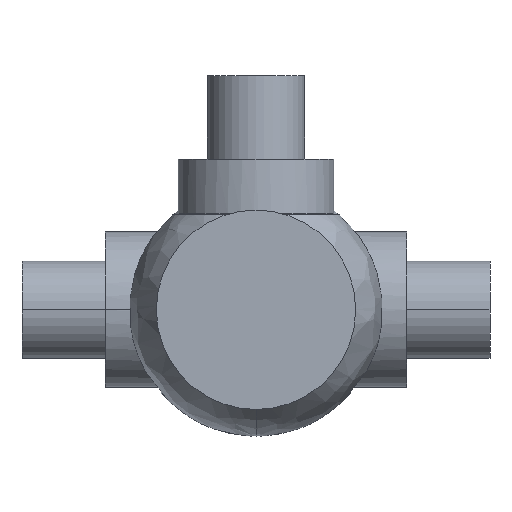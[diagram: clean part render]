
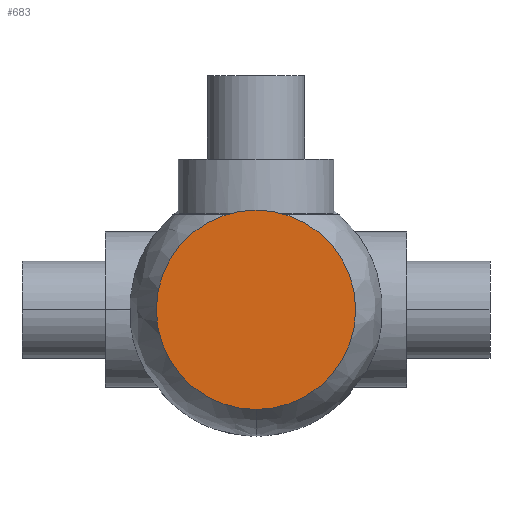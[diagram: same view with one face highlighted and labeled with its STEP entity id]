
A CAD part, front view. The second image highlights one B-rep face of the part: STEP entity #683.
In plain terms, the highlighted planar face has unit normal (0, -1, 0).
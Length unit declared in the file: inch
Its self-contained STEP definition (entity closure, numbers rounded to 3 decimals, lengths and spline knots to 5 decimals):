
#45 = CARTESIAN_POINT ( 'NONE',  ( 0., -10.257, 0. ) ) ;
#151 = FACE_OUTER_BOUND ( 'NONE', #636, .T. ) ;
#178 = DIRECTION ( 'NONE',  ( 0., 1., 0. ) ) ;
#335 = DIRECTION ( 'NONE',  ( 0., 0., 1. ) ) ;
#342 = AXIS2_PLACEMENT_3D ( 'NONE', #45, #1958, #335 ) ;
#562 = EDGE_CURVE ( 'NONE', #2749, #1892, #3464, .T. ) ;
#636 = EDGE_LOOP ( 'NONE', ( #1901, #1930 ) ) ;
#683 = ADVANCED_FACE ( 'NONE', ( #151 ), #1545, .F. ) ;
#833 = CARTESIAN_POINT ( 'NONE',  ( 0., -10.257, 2.5625 ) ) ;
#948 = DIRECTION ( 'NONE',  ( 0., 1., 0. ) ) ;
#1172 = CARTESIAN_POINT ( 'NONE',  ( 0., -10.257, 0. ) ) ;
#1545 = PLANE ( 'NONE',  #2696 ) ;
#1781 = EDGE_CURVE ( 'NONE', #1892, #2749, #2010, .T. ) ;
#1805 = CARTESIAN_POINT ( 'NONE',  ( 0., -10.257, 0. ) ) ;
#1892 = VERTEX_POINT ( 'NONE', #2622 ) ;
#1901 = ORIENTED_EDGE ( 'NONE', *, *, #562, .F. ) ;
#1930 = ORIENTED_EDGE ( 'NONE', *, *, #1781, .F. ) ;
#1958 = DIRECTION ( 'NONE',  ( 0., 1., 0. ) ) ;
#2010 = CIRCLE ( 'NONE', #342, 2.5625 ) ;
#2098 = DIRECTION ( 'NONE',  ( 0., 0., 1. ) ) ;
#2323 = DIRECTION ( 'NONE',  ( 0., 0., 1. ) ) ;
#2622 = CARTESIAN_POINT ( 'NONE',  ( 0., -10.257, -2.5625 ) ) ;
#2696 = AXIS2_PLACEMENT_3D ( 'NONE', #1805, #178, #2098 ) ;
#2749 = VERTEX_POINT ( 'NONE', #833 ) ;
#3464 = CIRCLE ( 'NONE', #3597, 2.5625 ) ;
#3597 = AXIS2_PLACEMENT_3D ( 'NONE', #1172, #948, #2323 ) ;
